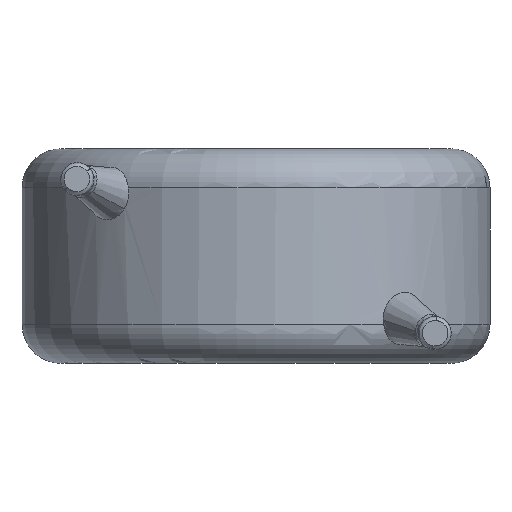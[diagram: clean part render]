
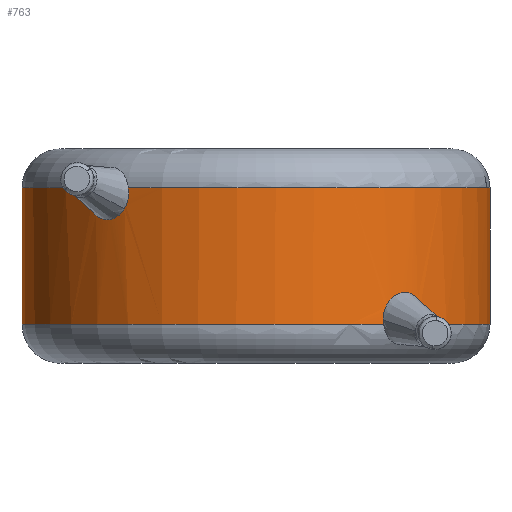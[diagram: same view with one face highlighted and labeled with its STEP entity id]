
A CAD part, front view. The second image highlights one B-rep face of the part: STEP entity #763.
In plain terms, the highlighted cylindrical face has radius 6 mm (diameter 12 mm), a partial arc.
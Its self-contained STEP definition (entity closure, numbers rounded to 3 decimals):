
#3 = EDGE_LOOP ( 'NONE', ( #1405, #3204, #3971, #3770, #1014, #3002, #3079, #1466, #1550, #4155, #1183 ) ) ;
#84 = CARTESIAN_POINT ( 'NONE',  ( -3.451, -4.909, 3.835 ) ) ;
#94 = EDGE_CURVE ( 'NONE', #3887, #1428, #1163, .T. ) ;
#104 = CARTESIAN_POINT ( 'NONE',  ( -3.242, -5.049, 4.311 ) ) ;
#153 = DIRECTION ( 'NONE',  ( 0., 0., -1. ) ) ;
#289 = EDGE_CURVE ( 'NONE', #878, #1427, #320, .T. ) ;
#314 = CARTESIAN_POINT ( 'NONE',  ( -6., 0., 1. ) ) ;
#320 = B_SPLINE_CURVE_WITH_KNOTS ( 'NONE', 3,
 ( #1609, #343, #3042, #2010, #4019, #2999, #2357, #3992, #84, #1703 ),
 .UNSPECIFIED., .F., .F.,
 ( 4, 2, 2, 2, 4 ),
 ( 0., 0., 0.001, 0.001, 0.002 ),
 .UNSPECIFIED. ) ;
#340 = CARTESIAN_POINT ( 'NONE',  ( 0., 0., 4.5 ) ) ;
#343 = CARTESIAN_POINT ( 'NONE',  ( -4.311, -4.173, 4.35 ) ) ;
#384 = AXIS2_PLACEMENT_3D ( 'NONE', #548, #4185, #2543 ) ;
#403 = CARTESIAN_POINT ( 'NONE',  ( 3.262, -5.036, 1.107 ) ) ;
#427 = LINE ( 'NONE', #2406, #1946 ) ;
#433 = CARTESIAN_POINT ( 'NONE',  ( 4.245, -4.24, 1.498 ) ) ;
#439 = AXIS2_PLACEMENT_3D ( 'NONE', #1726, #3418, #3463 ) ;
#449 = DIRECTION ( 'NONE',  ( 0., 0., -1. ) ) ;
#503 = B_SPLINE_CURVE_WITH_KNOTS ( 'NONE', 3,
 ( #1576, #3598, #1212, #2659 ),
 .UNSPECIFIED., .F., .F.,
 ( 4, 4 ),
 ( 0.002, 0.002 ),
 .UNSPECIFIED. ) ;
#518 = CARTESIAN_POINT ( 'NONE',  ( 4.299, -4.185, 1.151 ) ) ;
#548 = CARTESIAN_POINT ( 'NONE',  ( 0., 0., 5.5 ) ) ;
#612 = EDGE_CURVE ( 'NONE', #919, #1428, #2023, .T. ) ;
#756 = CARTESIAN_POINT ( 'NONE',  ( 3.865, -4.59, 1.823 ) ) ;
#763 = ADVANCED_FACE ( 'NONE', ( #4151 ), #1817, .T. ) ;
#878 = VERTEX_POINT ( 'NONE', #3572 ) ;
#919 = VERTEX_POINT ( 'NONE', #3255 ) ;
#1014 = ORIENTED_EDGE ( 'NONE', *, *, #1438, .T. ) ;
#1037 = B_SPLINE_CURVE_WITH_KNOTS ( 'NONE', 3,
 ( #3224, #1877, #2520, #2191 ),
 .UNSPECIFIED., .F., .F.,
 ( 4, 4 ),
 ( 0., 0. ),
 .UNSPECIFIED. ) ;
#1081 = CARTESIAN_POINT ( 'NONE',  ( 3.515, -4.864, 1.731 ) ) ;
#1163 = LINE ( 'NONE', #3773, #2142 ) ;
#1183 = ORIENTED_EDGE ( 'NONE', *, *, #612, .T. ) ;
#1187 = CIRCLE ( 'NONE', #1687, 6. ) ;
#1212 = CARTESIAN_POINT ( 'NONE',  ( 4.292, -4.192, 1.049 ) ) ;
#1249 = CARTESIAN_POINT ( 'NONE',  ( 0., 0., 1. ) ) ;
#1374 = DIRECTION ( 'NONE',  ( 1., 0., 0. ) ) ;
#1405 = ORIENTED_EDGE ( 'NONE', *, *, #94, .F. ) ;
#1421 = AXIS2_PLACEMENT_3D ( 'NONE', #3348, #3683, #1374 ) ;
#1425 = CARTESIAN_POINT ( 'NONE',  ( 4.302, -4.183, 1.241 ) ) ;
#1427 = VERTEX_POINT ( 'NONE', #2916 ) ;
#1428 = VERTEX_POINT ( 'NONE', #1951 ) ;
#1438 = EDGE_CURVE ( 'NONE', #878, #3409, #2182, .T. ) ;
#1440 = CARTESIAN_POINT ( 'NONE',  ( 3.656, -4.761, 1.812 ) ) ;
#1466 = ORIENTED_EDGE ( 'NONE', *, *, #2325, .T. ) ;
#1540 = CARTESIAN_POINT ( 'NONE',  ( 6., 0., 4.5 ) ) ;
#1550 = ORIENTED_EDGE ( 'NONE', *, *, #2455, .T. ) ;
#1576 = CARTESIAN_POINT ( 'NONE',  ( 4.299, -4.185, 1.151 ) ) ;
#1608 = DIRECTION ( 'NONE',  ( 1., 0., 0. ) ) ;
#1609 = CARTESIAN_POINT ( 'NONE',  ( -4.283, -4.202, 4.5 ) ) ;
#1628 = VERTEX_POINT ( 'NONE', #4134 ) ;
#1687 = AXIS2_PLACEMENT_3D ( 'NONE', #1249, #3257, #1608 ) ;
#1703 = CARTESIAN_POINT ( 'NONE',  ( -3.375, -4.961, 3.958 ) ) ;
#1715 = CARTESIAN_POINT ( 'NONE',  ( 3.257, -5.039, 1.286 ) ) ;
#1726 = CARTESIAN_POINT ( 'NONE',  ( 0., 0., 1. ) ) ;
#1730 = CARTESIAN_POINT ( 'NONE',  ( 3.314, -5.003, 1.467 ) ) ;
#1817 = CYLINDRICAL_SURFACE ( 'NONE', #384, 6. ) ;
#1877 = CARTESIAN_POINT ( 'NONE',  ( 3.267, -5.033, 1.036 ) ) ;
#1913 = DIRECTION ( 'NONE',  ( 0., 0., -1. ) ) ;
#1946 = VECTOR ( 'NONE', #449, 1000. ) ;
#1951 = CARTESIAN_POINT ( 'NONE',  ( 6., 0., 1. ) ) ;
#2010 = CARTESIAN_POINT ( 'NONE',  ( -4.211, -4.274, 3.91 ) ) ;
#2023 = CIRCLE ( 'NONE', #439, 6. ) ;
#2051 = CARTESIAN_POINT ( 'NONE',  ( 4.299, -4.185, 1.151 ) ) ;
#2062 = CARTESIAN_POINT ( 'NONE',  ( 4.059, -4.42, 1.747 ) ) ;
#2142 = VECTOR ( 'NONE', #153, 1000. ) ;
#2182 = CIRCLE ( 'NONE', #2760, 6. ) ;
#2191 = CARTESIAN_POINT ( 'NONE',  ( 3.262, -5.036, 1.107 ) ) ;
#2249 = EDGE_CURVE ( 'NONE', #3409, #3603, #427, .T. ) ;
#2313 = EDGE_CURVE ( 'NONE', #3603, #2981, #1187, .T. ) ;
#2325 = EDGE_CURVE ( 'NONE', #2981, #4117, #1037, .T. ) ;
#2357 = CARTESIAN_POINT ( 'NONE',  ( -3.794, -4.65, 3.664 ) ) ;
#2404 = CARTESIAN_POINT ( 'NONE',  ( 3.262, -5.036, 1.107 ) ) ;
#2406 = CARTESIAN_POINT ( 'NONE',  ( -6., 0., 5.5 ) ) ;
#2436 = CARTESIAN_POINT ( 'NONE',  ( 4.209, -4.277, 1.574 ) ) ;
#2455 = EDGE_CURVE ( 'NONE', #4117, #3687, #2966, .T. ) ;
#2520 = CARTESIAN_POINT ( 'NONE',  ( 3.264, -5.035, 1.071 ) ) ;
#2543 = DIRECTION ( 'NONE',  ( -1., 0., 0. ) ) ;
#2659 = CARTESIAN_POINT ( 'NONE',  ( 4.283, -4.202, 1. ) ) ;
#2760 = AXIS2_PLACEMENT_3D ( 'NONE', #340, #1913, #4245 ) ;
#2916 = CARTESIAN_POINT ( 'NONE',  ( -3.375, -4.961, 3.958 ) ) ;
#2966 = B_SPLINE_CURVE_WITH_KNOTS ( 'NONE', 3,
 ( #2404, #1715, #1730, #1081, #1440, #756, #3446, #2062, #4035, #2436, #433, #3421, #1425, #2051 ),
 .UNSPECIFIED., .F., .F.,
 ( 4, 2, 2, 2, 2, 2, 4 ),
 ( 0., 0.001, 0.001, 0.001, 0.002, 0.002, 0.002 ),
 .UNSPECIFIED. ) ;
#2981 = VERTEX_POINT ( 'NONE', #4087 ) ;
#2999 = CARTESIAN_POINT ( 'NONE',  ( -3.919, -4.546, 3.675 ) ) ;
#3002 = ORIENTED_EDGE ( 'NONE', *, *, #2249, .T. ) ;
#3042 = CARTESIAN_POINT ( 'NONE',  ( -4.304, -4.181, 4.19 ) ) ;
#3075 = CARTESIAN_POINT ( 'NONE',  ( -3.375, -4.961, 3.958 ) ) ;
#3079 = ORIENTED_EDGE ( 'NONE', *, *, #2313, .T. ) ;
#3204 = ORIENTED_EDGE ( 'NONE', *, *, #3451, .T. ) ;
#3224 = CARTESIAN_POINT ( 'NONE',  ( 3.273, -5.029, 1. ) ) ;
#3255 = CARTESIAN_POINT ( 'NONE',  ( 4.283, -4.202, 1. ) ) ;
#3257 = DIRECTION ( 'NONE',  ( 0., 0., 1. ) ) ;
#3348 = CARTESIAN_POINT ( 'NONE',  ( 0., 0., 4.5 ) ) ;
#3409 = VERTEX_POINT ( 'NONE', #3994 ) ;
#3418 = DIRECTION ( 'NONE',  ( 0., 0., 1. ) ) ;
#3421 = CARTESIAN_POINT ( 'NONE',  ( 4.291, -4.193, 1.331 ) ) ;
#3432 = B_SPLINE_CURVE_WITH_KNOTS ( 'NONE', 3,
 ( #3075, #3753, #104, #4033 ),
 .UNSPECIFIED., .F., .F.,
 ( 4, 4 ),
 ( 0.002, 0.002 ),
 .UNSPECIFIED. ) ;
#3446 = CARTESIAN_POINT ( 'NONE',  ( 3.934, -4.532, 1.809 ) ) ;
#3451 = EDGE_CURVE ( 'NONE', #3887, #1628, #4061, .T. ) ;
#3463 = DIRECTION ( 'NONE',  ( 1., 0., 0. ) ) ;
#3560 = EDGE_CURVE ( 'NONE', #3687, #919, #503, .T. ) ;
#3572 = CARTESIAN_POINT ( 'NONE',  ( -4.283, -4.202, 4.5 ) ) ;
#3598 = CARTESIAN_POINT ( 'NONE',  ( 4.298, -4.187, 1.1 ) ) ;
#3603 = VERTEX_POINT ( 'NONE', #314 ) ;
#3683 = DIRECTION ( 'NONE',  ( 0., 0., -1. ) ) ;
#3687 = VERTEX_POINT ( 'NONE', #518 ) ;
#3753 = CARTESIAN_POINT ( 'NONE',  ( -3.281, -5.025, 4.111 ) ) ;
#3770 = ORIENTED_EDGE ( 'NONE', *, *, #289, .F. ) ;
#3773 = CARTESIAN_POINT ( 'NONE',  ( 6., 0., 5.5 ) ) ;
#3887 = VERTEX_POINT ( 'NONE', #1540 ) ;
#3971 = ORIENTED_EDGE ( 'NONE', *, *, #4216, .F. ) ;
#3992 = CARTESIAN_POINT ( 'NONE',  ( -3.56, -4.832, 3.744 ) ) ;
#3994 = CARTESIAN_POINT ( 'NONE',  ( -6., 0., 4.5 ) ) ;
#4019 = CARTESIAN_POINT ( 'NONE',  ( -4.127, -4.357, 3.798 ) ) ;
#4033 = CARTESIAN_POINT ( 'NONE',  ( -3.273, -5.029, 4.5 ) ) ;
#4035 = CARTESIAN_POINT ( 'NONE',  ( 4.116, -4.366, 1.698 ) ) ;
#4061 = CIRCLE ( 'NONE', #1421, 6. ) ;
#4087 = CARTESIAN_POINT ( 'NONE',  ( 3.273, -5.029, 1. ) ) ;
#4117 = VERTEX_POINT ( 'NONE', #403 ) ;
#4134 = CARTESIAN_POINT ( 'NONE',  ( -3.273, -5.029, 4.5 ) ) ;
#4151 = FACE_OUTER_BOUND ( 'NONE', #3, .T. ) ;
#4155 = ORIENTED_EDGE ( 'NONE', *, *, #3560, .T. ) ;
#4185 = DIRECTION ( 'NONE',  ( 0., 0., -1. ) ) ;
#4216 = EDGE_CURVE ( 'NONE', #1427, #1628, #3432, .T. ) ;
#4245 = DIRECTION ( 'NONE',  ( 1., 0., 0. ) ) ;
